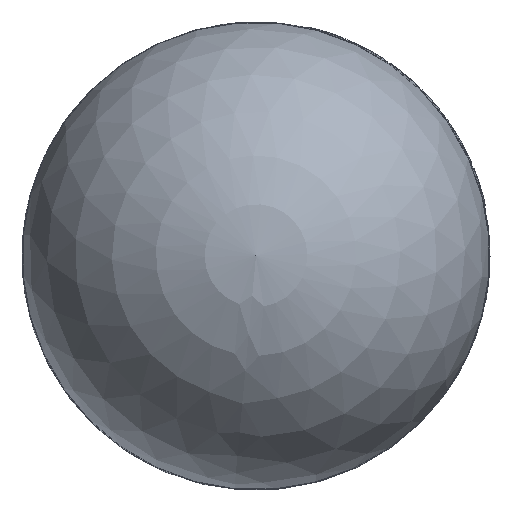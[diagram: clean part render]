
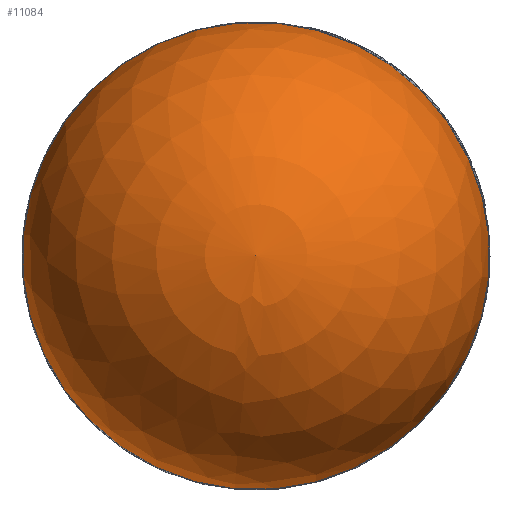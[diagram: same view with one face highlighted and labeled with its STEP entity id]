
A CAD part, top view. The second image highlights one B-rep face of the part: STEP entity #11084.
In plain terms, the highlighted spherical face has radius 27.45 mm.
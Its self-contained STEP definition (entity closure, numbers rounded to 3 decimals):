
#209=SPHERICAL_SURFACE('',#11692,27.45);
#661=FACE_OUTER_BOUND('',#1241,.T.);
#1241=EDGE_LOOP('',(#7180,#7181,#7182,#7183,#7184));
#3613=CIRCLE('',#11693,27.445);
#3614=CIRCLE('',#11694,27.445);
#3615=CIRCLE('',#11695,27.45);
#3616=CIRCLE('',#11696,27.445);
#4369=VERTEX_POINT('',#15834);
#4370=VERTEX_POINT('',#15835);
#4371=VERTEX_POINT('',#15837);
#4372=VERTEX_POINT('',#15839);
#5497=EDGE_CURVE('',#4369,#4370,#3613,.T.);
#5498=EDGE_CURVE('',#4371,#4369,#3614,.T.);
#5499=EDGE_CURVE('',#4372,#4371,#3615,.T.);
#5500=EDGE_CURVE('',#4370,#4371,#3616,.T.);
#7180=ORIENTED_EDGE('',*,*,#5497,.F.);
#7181=ORIENTED_EDGE('',*,*,#5498,.F.);
#7182=ORIENTED_EDGE('',*,*,#5499,.F.);
#7183=ORIENTED_EDGE('',*,*,#5499,.T.);
#7184=ORIENTED_EDGE('',*,*,#5500,.F.);
#11084=ADVANCED_FACE('',(#661),#209,.T.);
#11692=AXIS2_PLACEMENT_3D('',#15833,#12486,#12487);
#11693=AXIS2_PLACEMENT_3D('',#15836,#12488,#12489);
#11694=AXIS2_PLACEMENT_3D('',#15838,#12490,#12491);
#11695=AXIS2_PLACEMENT_3D('',#15840,#12492,#12493);
#11696=AXIS2_PLACEMENT_3D('',#15841,#12494,#12495);
#12486=DIRECTION('center_axis',(0.,0.,
1.));
#12487=DIRECTION('ref_axis',(0.092,0.996,0.));
#12488=DIRECTION('center_axis',(0.,0.,
-1.));
#12489=DIRECTION('ref_axis',(0.092,0.996,0.));
#12490=DIRECTION('center_axis',(0.,0.,
-1.));
#12491=DIRECTION('ref_axis',(0.092,0.996,0.));
#12492=DIRECTION('center_axis',(0.996,-0.092,0.));
#12493=DIRECTION('ref_axis',(-0.092,-0.996,0.));
#12494=DIRECTION('center_axis',(0.,0.,
-1.));
#12495=DIRECTION('ref_axis',(0.092,0.996,0.));
#15833=CARTESIAN_POINT('Origin',(0.001,0.,
54.5));
#15834=CARTESIAN_POINT('',(-27.328,2.53,54.999));
#15835=CARTESIAN_POINT('',(27.329,-2.53,54.999));
#15836=CARTESIAN_POINT('Origin',(0.001,0.,
54.999));
#15837=CARTESIAN_POINT('',(-2.53,-27.328,54.999));
#15838=CARTESIAN_POINT('Origin',(0.001,0.,
54.999));
#15839=CARTESIAN_POINT('',(0.001,0.,81.95));
#15840=CARTESIAN_POINT('Origin',(0.001,0.,
54.5));
#15841=CARTESIAN_POINT('Origin',(0.001,0.,
54.999));
